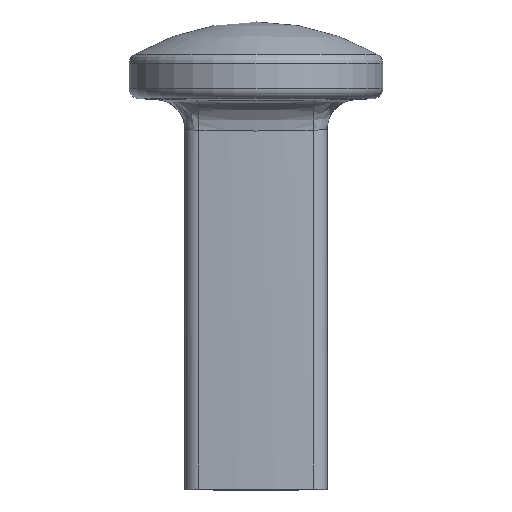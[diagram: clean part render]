
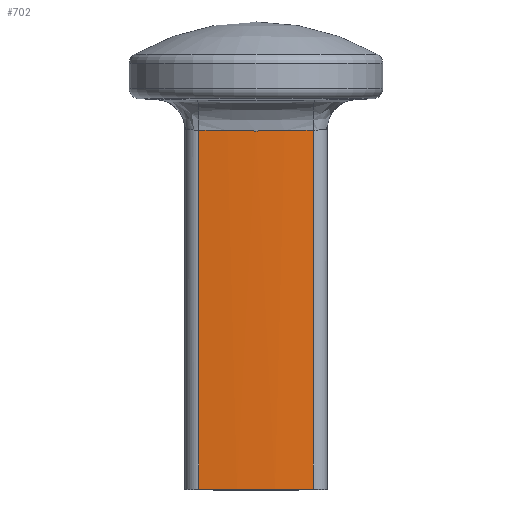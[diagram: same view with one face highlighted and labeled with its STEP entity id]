
A CAD part, top view. The second image highlights one B-rep face of the part: STEP entity #702.
In plain terms, the highlighted cylindrical face has radius 66.967 mm (diameter 133.935 mm), a partial arc.
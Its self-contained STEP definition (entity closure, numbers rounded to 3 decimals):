
#30=CYLINDRICAL_SURFACE('',#794,66.967);
#58=ELLIPSE('',#795,56.687,49.902);
#71=FACE_OUTER_BOUND('',#117,.T.);
#117=EDGE_LOOP('',(#523,#524,#525,#526));
#169=LINE('',#1753,#209);
#170=LINE('',#1756,#210);
#209=VECTOR('',#922,1.);
#210=VECTOR('',#925,1.);
#238=CIRCLE('',#766,66.967);
#295=VERTEX_POINT('',#1156);
#296=VERTEX_POINT('',#1158);
#335=VERTEX_POINT('',#1752);
#336=VERTEX_POINT('',#1754);
#364=EDGE_CURVE('',#296,#295,#238,.T.);
#407=EDGE_CURVE('',#295,#335,#169,.T.);
#408=EDGE_CURVE('',#335,#336,#58,.T.);
#409=EDGE_CURVE('',#336,#296,#170,.T.);
#523=ORIENTED_EDGE('',*,*,#407,.T.);
#524=ORIENTED_EDGE('',*,*,#408,.T.);
#525=ORIENTED_EDGE('',*,*,#409,.T.);
#526=ORIENTED_EDGE('',*,*,#364,.T.);
#702=ADVANCED_FACE('',(#71),#30,.T.);
#766=AXIS2_PLACEMENT_3D('',#1159,#854,#855);
#794=AXIS2_PLACEMENT_3D('',#1751,#920,#921);
#795=AXIS2_PLACEMENT_3D('',#1755,#923,#924);
#854=DIRECTION('center_axis',(0.,1.,0.));
#855=DIRECTION('ref_axis',(0.084,0.,0.996));
#920=DIRECTION('center_axis',(0.,-1.,0.));
#921=DIRECTION('ref_axis',(0.,0.,1.));
#922=DIRECTION('',(0.,1.,0.));
#923=DIRECTION('center_axis',(0.,-0.96,-0.279));
#924=DIRECTION('ref_axis',(1.,0.,0.));
#925=DIRECTION('',(0.,-1.,0.));
#1156=CARTESIAN_POINT('',(5.626,0.,29.763));
#1158=CARTESIAN_POINT('',(-5.626,0.,29.763));
#1159=CARTESIAN_POINT('Origin',(0.,0.,
-36.967));
#1751=CARTESIAN_POINT('Origin',(0.,-0.025,
-36.967));
#1752=CARTESIAN_POINT('',(5.626,35.327,29.763));
#1753=CARTESIAN_POINT('',(5.626,0.5,29.763));
#1754=CARTESIAN_POINT('',(-5.626,35.327,29.763));
#1755=CARTESIAN_POINT('Origin',(0.,49.194,-17.917));
#1756=CARTESIAN_POINT('',(-5.626,0.5,29.763));
